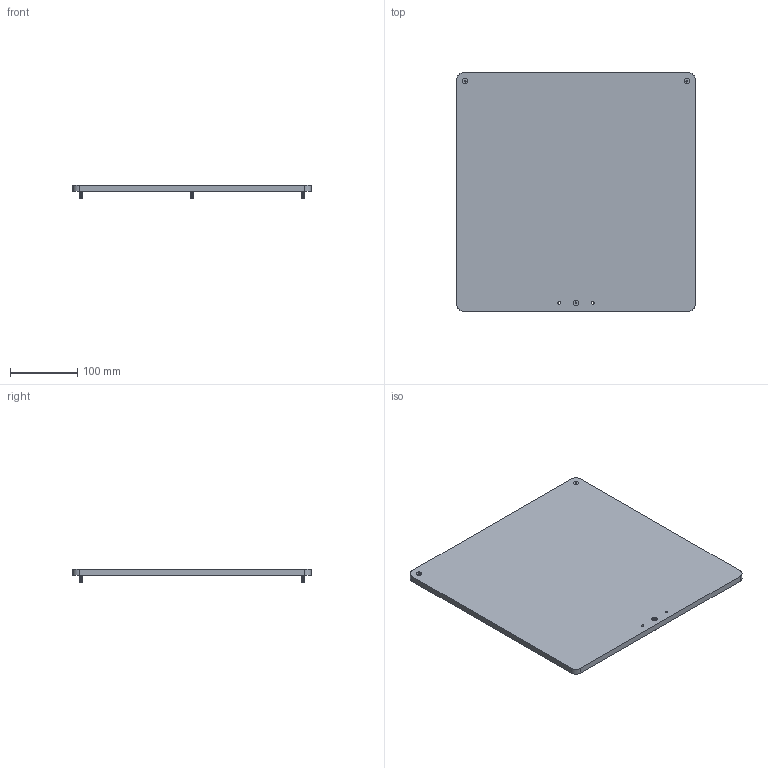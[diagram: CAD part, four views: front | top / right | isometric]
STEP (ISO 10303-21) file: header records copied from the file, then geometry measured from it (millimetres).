
FILE_DESCRIPTION(/* description */ (''),/* implementation_level */ '2;1');
FILE_NAME(/* name */ '355mm_build_plate v3.step',/* time_stamp */ '2024-07-04T17:39:54-04:00',/* author */ (''),/* organization */ (''),/* preprocessor_version */ 'ST-DEVELOPER v20',/* originating_system */ 'Autodesk Translation Framework v13.14.0.145',/* authorisation */ '');
FILE_SCHEMA (('AUTOMOTIVE_DESIGN { 1 0 10303 214 3 1 1 }'));
Length unit declared in the file: millimetre
Products named in the file (2): 355mm_build_plate; 92125A198_18-8 Stainless Steel Hex Drive Flat Head Screw
Assembly tree (3 placements, depth 2):
  355mm_build_plate
    92125A198_18-8 Stainless Steel Hex Drive Flat Head Screw  x3
Bounding box: 355 x 355 x 20 mm (x, y, z)
Volume: 1133565.3 mm3; surface area: 266312.3 mm2
Topology: 4 solids, 4 shells, 240 faces, 645 edges, 416 vertices
Faces by surface type: cylinder 171, plane 36, cone 27, bspline 6
Full cylindrical faces by diameter (mm): 3.091 x75, 3.332 x3, 4 x74, 8 x3
Entity records: 6454 total; most frequent: CARTESIAN_POINT 4349, ORIENTED_EDGE 490, DIRECTION 354, EDGE_CURVE 245, VERTEX_POINT 158, AXIS2_PLACEMENT_3D 132, EDGE_LOOP 103, FACE_OUTER_BOUND 92
